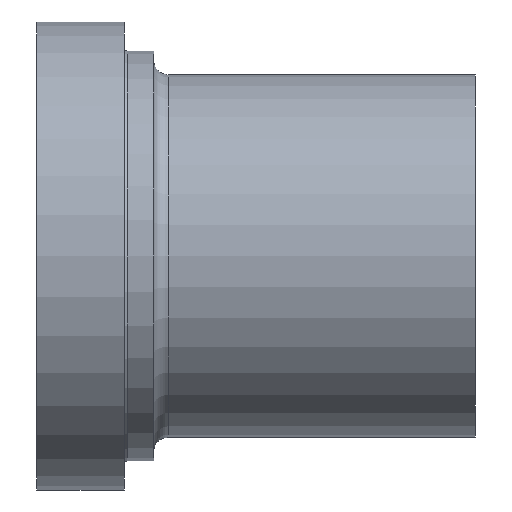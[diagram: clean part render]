
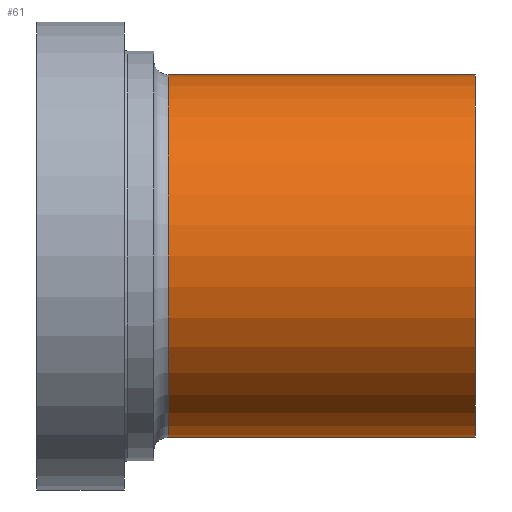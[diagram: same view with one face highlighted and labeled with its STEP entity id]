
A CAD part, front view. The second image highlights one B-rep face of the part: STEP entity #61.
In plain terms, the highlighted cylindrical face has radius 6.2 mm (diameter 12.4 mm), a full revolution.
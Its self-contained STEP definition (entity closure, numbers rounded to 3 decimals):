
#61 = ADVANCED_FACE( '', ( #128, #129 ), #130, .T. );
#128 = FACE_OUTER_BOUND( '', #187, .T. );
#129 = FACE_OUTER_BOUND( '', #188, .T. );
#130 = CYLINDRICAL_SURFACE( '', #189, 6.2 );
#187 = EDGE_LOOP( '', ( #264 ) );
#188 = EDGE_LOOP( '', ( #265 ) );
#189 = AXIS2_PLACEMENT_3D( '', #266, #267, #268 );
#264 = ORIENTED_EDGE( '', *, *, #277, .T. );
#265 = ORIENTED_EDGE( '', *, *, #279, .F. );
#266 = CARTESIAN_POINT( '', ( -60., 0., 0. ) );
#267 = DIRECTION( '', ( 1., 0., 0. ) );
#268 = DIRECTION( '', ( 0., 0., 1. ) );
#277 = EDGE_CURVE( '', #308, #308, #309, .T. );
#279 = EDGE_CURVE( '', #311, #311, #312, .T. );
#308 = VERTEX_POINT( '', #347 );
#309 = CIRCLE( '', #348, 6.2 );
#311 = VERTEX_POINT( '', #350 );
#312 = CIRCLE( '', #351, 6.2 );
#347 = CARTESIAN_POINT( '', ( 0., 0., 6.2 ) );
#348 = AXIS2_PLACEMENT_3D( '', #388, #389, #390 );
#350 = CARTESIAN_POINT( '', ( -10.5, 0., 6.2 ) );
#351 = AXIS2_PLACEMENT_3D( '', #391, #392, #393 );
#388 = CARTESIAN_POINT( '', ( 0., 0., 0. ) );
#389 = DIRECTION( '', ( -1., 0., 0. ) );
#390 = DIRECTION( '', ( 0., 0., 1. ) );
#391 = CARTESIAN_POINT( '', ( -10.5, 0., 0. ) );
#392 = DIRECTION( '', ( -1., 0., 0. ) );
#393 = DIRECTION( '', ( 0., 0., 1. ) );
